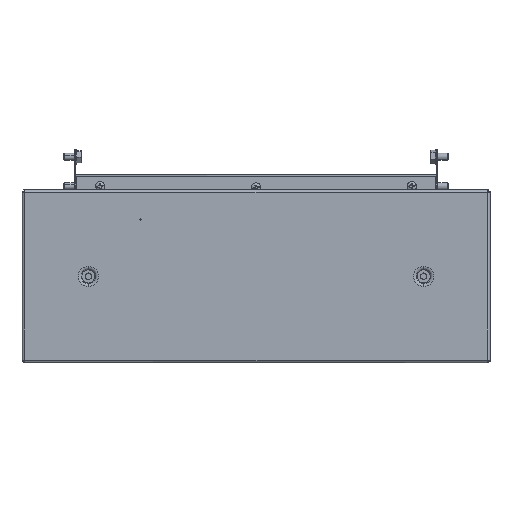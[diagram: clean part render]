
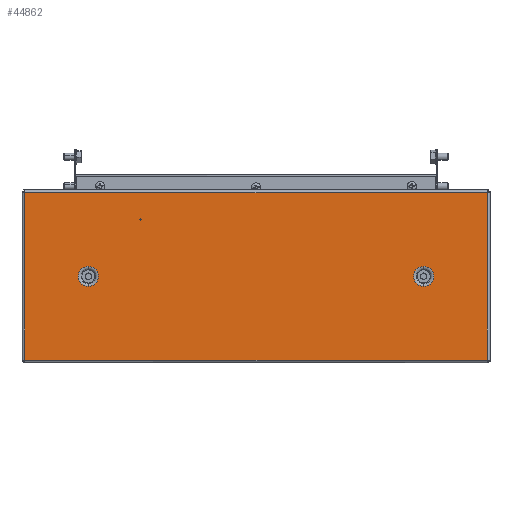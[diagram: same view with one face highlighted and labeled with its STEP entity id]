
A CAD part, top view. The second image highlights one B-rep face of the part: STEP entity #44862.
In plain terms, the highlighted planar face has unit normal (0, 0, 1).
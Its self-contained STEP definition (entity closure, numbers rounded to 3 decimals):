
#946 = VERTEX_POINT ( 'NONE', #38797 ) ;
#1728 = DIRECTION ( 'NONE',  ( 0., 1., 0. ) ) ;
#1838 = DIRECTION ( 'NONE',  ( -1., 0., 0. ) ) ;
#2733 = CARTESIAN_POINT ( 'NONE',  ( -98., 48., 0. ) ) ;
#2898 = EDGE_CURVE ( 'NONE', #21994, #18861, #51664, .T. ) ;
#2961 = ORIENTED_EDGE ( 'NONE', *, *, #2898, .T. ) ;
#3176 = AXIS2_PLACEMENT_3D ( 'NONE', #26663, #6158, #1838 ) ;
#3781 = EDGE_CURVE ( 'NONE', #27484, #4555, #24936, .T. ) ;
#4196 = ORIENTED_EDGE ( 'NONE', *, *, #52079, .F. ) ;
#4555 = VERTEX_POINT ( 'NONE', #6382 ) ;
#4821 = VERTEX_POINT ( 'NONE', #16535 ) ;
#6158 = DIRECTION ( 'NONE',  ( 0., 0., -1. ) ) ;
#6382 = CARTESIAN_POINT ( 'NONE',  ( 141.5, -8.443, 0. ) ) ;
#7049 = LINE ( 'NONE', #35597, #10985 ) ;
#7110 = ORIENTED_EDGE ( 'NONE', *, *, #3781, .F. ) ;
#7412 = VERTEX_POINT ( 'NONE', #2733 ) ;
#8005 = CIRCLE ( 'NONE', #13860, 8.443 ) ;
#9203 = DIRECTION ( 'NONE',  ( 0., 1., 0. ) ) ;
#10197 = ORIENTED_EDGE ( 'NONE', *, *, #32413, .T. ) ;
#10985 = VECTOR ( 'NONE', #43912, 1000. ) ;
#11475 = CIRCLE ( 'NONE', #22360, 8.443 ) ;
#11797 = CARTESIAN_POINT ( 'NONE',  ( 195.1, -71.529, 0. ) ) ;
#11932 = AXIS2_PLACEMENT_3D ( 'NONE', #21935, #38377, #50908 ) ;
#12130 = LINE ( 'NONE', #45195, #32907 ) ;
#13354 = EDGE_CURVE ( 'NONE', #24081, #46764, #11475, .T. ) ;
#13671 = FACE_BOUND ( 'NONE', #25249, .T. ) ;
#13860 = AXIS2_PLACEMENT_3D ( 'NONE', #43382, #22936, #9203 ) ;
#14426 = CARTESIAN_POINT ( 'NONE',  ( 141.5, 0., 0. ) ) ;
#14429 = CARTESIAN_POINT ( 'NONE',  ( -97., 48., 0. ) ) ;
#14682 = EDGE_CURVE ( 'NONE', #18861, #946, #49660, .T. ) ;
#15267 = CARTESIAN_POINT ( 'NONE',  ( -141.5, 8.443, 0. ) ) ;
#16519 = DIRECTION ( 'NONE',  ( 0., 0., -1. ) ) ;
#16535 = CARTESIAN_POINT ( 'NONE',  ( -195.1, -70.6, 0. ) ) ;
#16821 = EDGE_CURVE ( 'NONE', #41068, #7412, #26343, .T. ) ;
#18861 = VERTEX_POINT ( 'NONE', #39770 ) ;
#21935 = CARTESIAN_POINT ( 'NONE',  ( 0., 0., 0. ) ) ;
#21994 = VERTEX_POINT ( 'NONE', #32640 ) ;
#22196 = ORIENTED_EDGE ( 'NONE', *, *, #13354, .F. ) ;
#22360 = AXIS2_PLACEMENT_3D ( 'NONE', #24083, #36908, #36372 ) ;
#22459 = AXIS2_PLACEMENT_3D ( 'NONE', #14426, #26563, #1728 ) ;
#22866 = CIRCLE ( 'NONE', #3176, 0.5 ) ;
#22936 = DIRECTION ( 'NONE',  ( 0., 0., 1. ) ) ;
#22950 = CARTESIAN_POINT ( 'NONE',  ( -141.5, -8.443, 0. ) ) ;
#24081 = VERTEX_POINT ( 'NONE', #15267 ) ;
#24083 = CARTESIAN_POINT ( 'NONE',  ( -141.5, 0., 0. ) ) ;
#24239 = CARTESIAN_POINT ( 'NONE',  ( 141.5, 0., 0. ) ) ;
#24936 = CIRCLE ( 'NONE', #45278, 8.443 ) ;
#25249 = EDGE_LOOP ( 'NONE', ( #7110, #26767 ) ) ;
#25656 = CIRCLE ( 'NONE', #22459, 8.443 ) ;
#26105 = EDGE_LOOP ( 'NONE', ( #50341, #31237, #2961, #30501 ) ) ;
#26278 = PLANE ( 'NONE',  #11932 ) ;
#26343 = CIRCLE ( 'NONE', #37538, 0.5 ) ;
#26563 = DIRECTION ( 'NONE',  ( 0., 0., 1. ) ) ;
#26663 = CARTESIAN_POINT ( 'NONE',  ( -97.5, 48., 0. ) ) ;
#26767 = ORIENTED_EDGE ( 'NONE', *, *, #41726, .F. ) ;
#27041 = EDGE_CURVE ( 'NONE', #946, #4821, #12130, .T. ) ;
#27484 = VERTEX_POINT ( 'NONE', #42349 ) ;
#28446 = DIRECTION ( 'NONE',  ( 0., 0., 1. ) ) ;
#28634 = DIRECTION ( 'NONE',  ( 0., 1., 0. ) ) ;
#29321 = EDGE_CURVE ( 'NONE', #4821, #21994, #7049, .T. ) ;
#30333 = CARTESIAN_POINT ( 'NONE',  ( -97.5, 48., 0. ) ) ;
#30501 = ORIENTED_EDGE ( 'NONE', *, *, #14682, .T. ) ;
#31237 = ORIENTED_EDGE ( 'NONE', *, *, #29321, .T. ) ;
#31779 = CARTESIAN_POINT ( 'NONE',  ( 196.029, 70.6, 0. ) ) ;
#32413 = EDGE_CURVE ( 'NONE', #7412, #41068, #22866, .T. ) ;
#32640 = CARTESIAN_POINT ( 'NONE',  ( 195.1, -70.6, 0. ) ) ;
#32907 = VECTOR ( 'NONE', #49222, 1000. ) ;
#32935 = VECTOR ( 'NONE', #53434, 1000. ) ;
#34363 = FACE_OUTER_BOUND ( 'NONE', #26105, .T. ) ;
#34424 = ORIENTED_EDGE ( 'NONE', *, *, #16821, .T. ) ;
#35597 = CARTESIAN_POINT ( 'NONE',  ( -196.029, -70.6, 0. ) ) ;
#36372 = DIRECTION ( 'NONE',  ( 0., 1., 0. ) ) ;
#36908 = DIRECTION ( 'NONE',  ( 0., 0., 1. ) ) ;
#37538 = AXIS2_PLACEMENT_3D ( 'NONE', #30333, #16519, #50189 ) ;
#38377 = DIRECTION ( 'NONE',  ( 0., 0., 1. ) ) ;
#38797 = CARTESIAN_POINT ( 'NONE',  ( -195.1, 70.6, 0. ) ) ;
#39507 = FACE_BOUND ( 'NONE', #50834, .T. ) ;
#39770 = CARTESIAN_POINT ( 'NONE',  ( 195.1, 70.6, 0. ) ) ;
#40574 = VECTOR ( 'NONE', #52143, 1000. ) ;
#40946 = EDGE_LOOP ( 'NONE', ( #22196, #4196 ) ) ;
#41068 = VERTEX_POINT ( 'NONE', #14429 ) ;
#41726 = EDGE_CURVE ( 'NONE', #4555, #27484, #25656, .T. ) ;
#42349 = CARTESIAN_POINT ( 'NONE',  ( 141.5, 8.443, 0. ) ) ;
#43382 = CARTESIAN_POINT ( 'NONE',  ( -141.5, 0., 0. ) ) ;
#43912 = DIRECTION ( 'NONE',  ( 1., 0., 0. ) ) ;
#44862 = ADVANCED_FACE ( 'NONE', ( #39507, #13671, #47270, #34363 ), #26278, .T. ) ;
#45195 = CARTESIAN_POINT ( 'NONE',  ( -195.1, 71.529, 0. ) ) ;
#45278 = AXIS2_PLACEMENT_3D ( 'NONE', #24239, #28446, #28634 ) ;
#46764 = VERTEX_POINT ( 'NONE', #22950 ) ;
#47270 = FACE_BOUND ( 'NONE', #40946, .T. ) ;
#49222 = DIRECTION ( 'NONE',  ( 0., -1., 0. ) ) ;
#49660 = LINE ( 'NONE', #31779, #40574 ) ;
#50189 = DIRECTION ( 'NONE',  ( -1., 0., 0. ) ) ;
#50341 = ORIENTED_EDGE ( 'NONE', *, *, #27041, .T. ) ;
#50834 = EDGE_LOOP ( 'NONE', ( #10197, #34424 ) ) ;
#50908 = DIRECTION ( 'NONE',  ( 1., 0., 0. ) ) ;
#51664 = LINE ( 'NONE', #11797, #32935 ) ;
#52079 = EDGE_CURVE ( 'NONE', #46764, #24081, #8005, .T. ) ;
#52143 = DIRECTION ( 'NONE',  ( -1., 0., 0. ) ) ;
#53434 = DIRECTION ( 'NONE',  ( 0., 1., 0. ) ) ;
